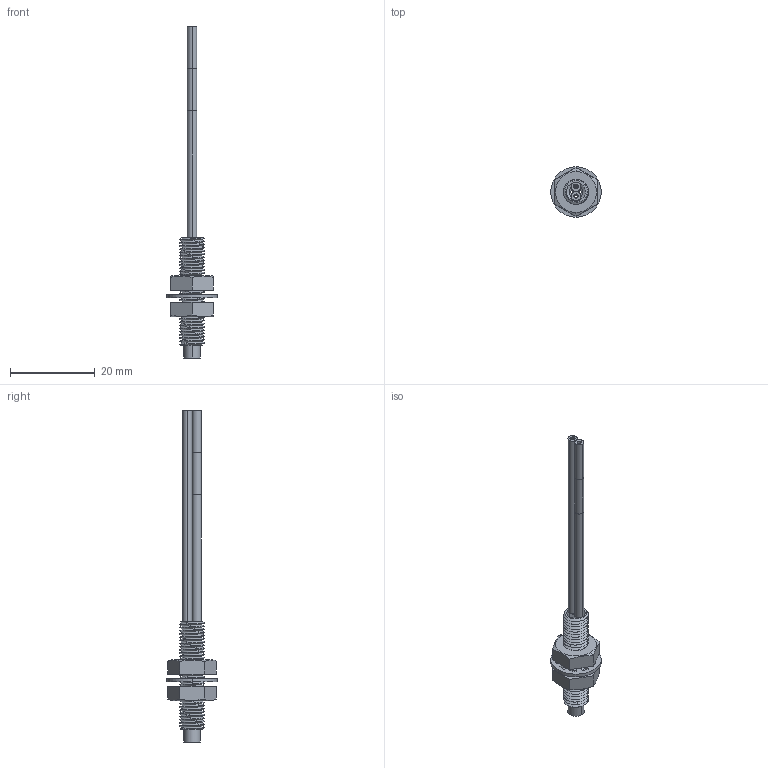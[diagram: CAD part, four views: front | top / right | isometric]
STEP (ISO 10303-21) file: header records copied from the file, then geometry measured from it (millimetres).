
FILE_DESCRIPTION((''),'2;1');
FILE_NAME('193990_ASM','2016-03-22T',('PDMAdmin'),(''),'PRO/ENGINEER BY PARAMETRIC TECHNOLOGY CORPORATION, 2013230','PRO/ENGINEER BY PARAMETRIC TECHNOLOGY CORPORATION, 2013230','');
FILE_SCHEMA(('CONFIG_CONTROL_DESIGN'));
Length unit declared in the file: inch
Products named in the file (8): 39371; FIBER_CORE16X010_-25_1X_040_AF0; 10140_AF0; 10143_AF0; 08395; 08398_M6X0_75_HEX_JAM_NUT_SS_; 71687_ASM; 193990_ASM
Assembly tree (8 placements, depth 3):
  193990_ASM
    71687_ASM
      39371
      FIBER_CORE16X010_-25_1X_040_AF0
      10140_AF0
      10143_AF0
      08395
      08398_M6X0_75_HEX_JAM_NUT_SS_  x2
Bounding box: 11.92 x 11.92 x 78.46 mm (x, y, z)
Volume: 1195.1 mm3; surface area: 4177.1 mm2
Topology: 30 solids, 31 shells, 402 faces, 945 edges, 604 vertices
Faces by surface type: cylinder 202, plane 114, cone 62, bspline 24
Entity records: 17181 total; most frequent: CARTESIAN_POINT 8641, DIRECTION 1741, ORIENTED_EDGE 1734, EDGE_CURVE 869, AXIS2_PLACEMENT_3D 688, VERTEX_POINT 562, EDGE_LOOP 379, FACE_OUTER_BOUND 366
